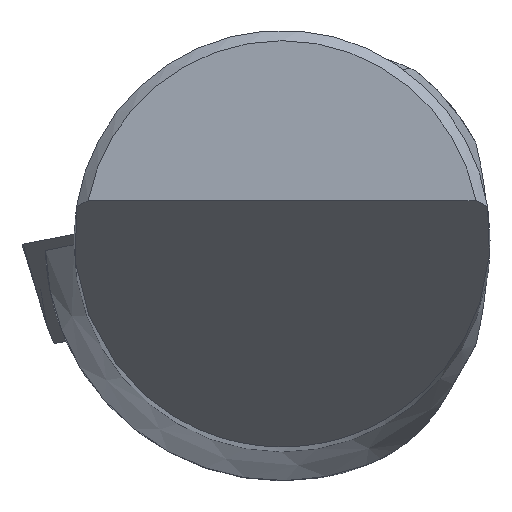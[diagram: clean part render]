
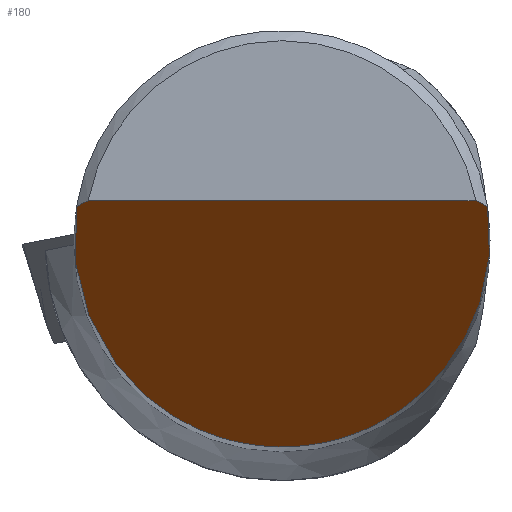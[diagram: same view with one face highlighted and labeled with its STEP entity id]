
A CAD part, top view. The second image highlights one B-rep face of the part: STEP entity #180.
In plain terms, the highlighted planar face has unit normal (0, -0.866, 0.5).
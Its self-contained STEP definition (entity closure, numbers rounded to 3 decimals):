
#166=B_SPLINE_CURVE_WITH_KNOTS('',3,(#1119,#1120,#1121,#1122),
 .UNSPECIFIED.,.F.,.F.,(4,4),(0.,1.),.UNSPECIFIED.);
#167=B_SPLINE_CURVE_WITH_KNOTS('',3,(#1123,#1124,#1125,#1126),
 .UNSPECIFIED.,.F.,.F.,(4,4),(0.,1.),.UNSPECIFIED.);
#180=ADVANCED_FACE('',(#233),#213,.T.);
#213=PLANE('',#765);
#233=FACE_OUTER_BOUND('',#260,.T.);
#260=EDGE_LOOP('',(#410,#411,#412,#413));
#311=LINE('',#1102,#344);
#344=VECTOR('',#868,1.);
#410=ORIENTED_EDGE('',*,*,#614,.F.);
#411=ORIENTED_EDGE('',*,*,#605,.T.);
#412=ORIENTED_EDGE('',*,*,#613,.F.);
#413=ORIENTED_EDGE('',*,*,#611,.T.);
#544=VERTEX_POINT('',#1103);
#545=VERTEX_POINT('',#1104);
#549=VERTEX_POINT('',#1115);
#550=VERTEX_POINT('',#1116);
#605=EDGE_CURVE('',#544,#545,#311,.T.);
#611=EDGE_CURVE('',#549,#550,#670,.T.);
#613=EDGE_CURVE('',#549,#545,#166,.T.);
#614=EDGE_CURVE('',#544,#550,#167,.T.);
#670=ELLIPSE('',#761,7.996,3.998);
#761=AXIS2_PLACEMENT_3D('',#1114,#881,#882);
#765=AXIS2_PLACEMENT_3D('',#1128,#889,#890);
#868=DIRECTION('',(-1.,0.,0.));
#881=DIRECTION('',(0.,-0.866,0.5));
#882=DIRECTION('',(0.,0.5,0.866));
#889=DIRECTION('',(0.,-0.866,0.5));
#890=DIRECTION('',(0.,0.5,0.866));
#1102=CARTESIAN_POINT('',(-3.998,0.722,1.25));
#1103=CARTESIAN_POINT('',(3.729,0.722,1.25));
#1104=CARTESIAN_POINT('',(-3.729,0.722,1.25));
#1114=CARTESIAN_POINT('',(0.,0.,0.));
#1115=CARTESIAN_POINT('',(-3.952,0.606,1.05));
#1116=CARTESIAN_POINT('',(3.952,0.606,1.05));
#1119=CARTESIAN_POINT('',(-3.952,0.606,1.05));
#1120=CARTESIAN_POINT('',(-3.878,0.645,1.117));
#1121=CARTESIAN_POINT('',(-3.803,0.683,1.184));
#1122=CARTESIAN_POINT('',(-3.729,0.722,1.25));
#1123=CARTESIAN_POINT('',(3.729,0.722,1.25));
#1124=CARTESIAN_POINT('',(3.803,0.683,1.184));
#1125=CARTESIAN_POINT('',(3.878,0.645,1.117));
#1126=CARTESIAN_POINT('',(3.952,0.606,1.05));
#1128=CARTESIAN_POINT('',(-0.5,0.,0.));
